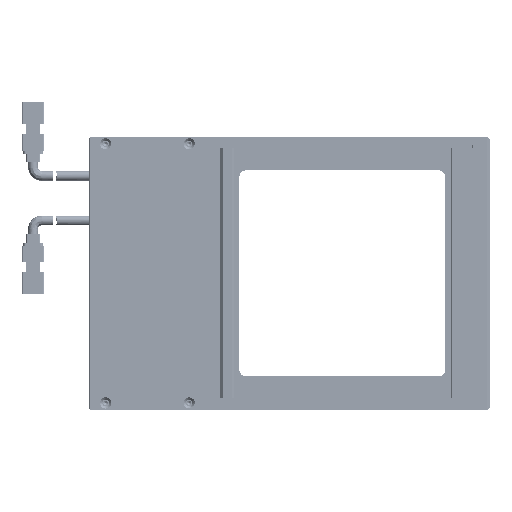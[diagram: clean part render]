
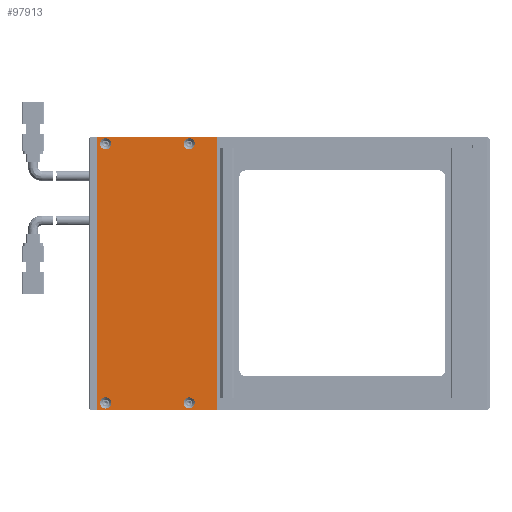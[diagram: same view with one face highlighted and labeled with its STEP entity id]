
A CAD part, front view. The second image highlights one B-rep face of the part: STEP entity #97913.
In plain terms, the highlighted planar face has unit normal (0, -1, 0).
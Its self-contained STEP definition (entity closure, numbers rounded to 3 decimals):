
#893 = EDGE_CURVE ( 'NONE', #47039, #143664, #54075, .T. ) ;
#1358 = DIRECTION ( 'NONE',  ( -1., 0., 0. ) ) ;
#2443 = LINE ( 'NONE', #61758, #76543 ) ;
#4992 = CARTESIAN_POINT ( 'NONE',  ( -85.128, -17.722, 98. ) ) ;
#5877 = DIRECTION ( 'NONE',  ( 1., 0., 0. ) ) ;
#5901 = ORIENTED_EDGE ( 'NONE', *, *, #15476, .F. ) ;
#5923 = FACE_BOUND ( 'NONE', #49068, .T. ) ;
#6720 = CARTESIAN_POINT ( 'NONE',  ( -84.128, -17.722, 2.5 ) ) ;
#7099 = CIRCLE ( 'NONE', #54640, 2. ) ;
#7527 = CARTESIAN_POINT ( 'NONE',  ( -52.128, -17.722, 93.5 ) ) ;
#9741 = DIRECTION ( 'NONE',  ( 0., -1., 0. ) ) ;
#13282 = VECTOR ( 'NONE', #1358, 1000. ) ;
#14611 = DIRECTION ( 'NONE',  ( 1., 0., 0. ) ) ;
#14669 = VECTOR ( 'NONE', #51919, 1000. ) ;
#14891 = ORIENTED_EDGE ( 'NONE', *, *, #54254, .F. ) ;
#15476 = EDGE_CURVE ( 'NONE', #107313, #114708, #2443, .T. ) ;
#18283 = CARTESIAN_POINT ( 'NONE',  ( -50.128, -17.722, 2.5 ) ) ;
#19496 = DIRECTION ( 'NONE',  ( 1., 0., 0. ) ) ;
#19593 = AXIS2_PLACEMENT_3D ( 'NONE', #116148, #27673, #131002 ) ;
#22956 = DIRECTION ( 'NONE',  ( 0., -1., 0. ) ) ;
#23303 = VECTOR ( 'NONE', #19496, 1000. ) ;
#24356 = DIRECTION ( 'NONE',  ( 0., 1., 0. ) ) ;
#27673 = DIRECTION ( 'NONE',  ( 0., -1., 0. ) ) ;
#29710 = CARTESIAN_POINT ( 'NONE',  ( -82.128, -17.722, 93.5 ) ) ;
#30567 = CARTESIAN_POINT ( 'NONE',  ( -63.628, -17.722, 0. ) ) ;
#35407 = CARTESIAN_POINT ( 'NONE',  ( -82.128, -17.722, 97.5 ) ) ;
#37046 = CARTESIAN_POINT ( 'NONE',  ( -42.128, -17.722, 49. ) ) ;
#43156 = CIRCLE ( 'NONE', #58365, 2. ) ;
#45391 = FACE_BOUND ( 'NONE', #176477, .T. ) ;
#47039 = VERTEX_POINT ( 'NONE', #109034 ) ;
#49068 = EDGE_LOOP ( 'NONE', ( #110550, #117009 ) ) ;
#51919 = DIRECTION ( 'NONE',  ( 0., 0., -1. ) ) ;
#54075 = LINE ( 'NONE', #37046, #14669 ) ;
#54254 = EDGE_CURVE ( 'NONE', #114708, #47039, #62667, .T. ) ;
#54640 = AXIS2_PLACEMENT_3D ( 'NONE', #191687, #103209, #14611 ) ;
#58365 = AXIS2_PLACEMENT_3D ( 'NONE', #86117, #189492, #101055 ) ;
#58829 = VERTEX_POINT ( 'NONE', #72335 ) ;
#61350 = VERTEX_POINT ( 'NONE', #180855 ) ;
#61758 = CARTESIAN_POINT ( 'NONE',  ( -85.128, -17.722, 49. ) ) ;
#62667 = LINE ( 'NONE', #137100, #23303 ) ;
#62793 = EDGE_LOOP ( 'NONE', ( #142556, #158499 ) ) ;
#65432 = EDGE_LOOP ( 'NONE', ( #14891, #5901, #176595, #160277 ) ) ;
#67052 = VERTEX_POINT ( 'NONE', #6720 ) ;
#72335 = CARTESIAN_POINT ( 'NONE',  ( -80.128, -17.722, 2.5 ) ) ;
#73206 = EDGE_CURVE ( 'NONE', #67052, #58829, #133012, .T. ) ;
#73405 = ORIENTED_EDGE ( 'NONE', *, *, #73206, .F. ) ;
#76075 = AXIS2_PLACEMENT_3D ( 'NONE', #98425, #9741, #113244 ) ;
#76543 = VECTOR ( 'NONE', #150887, 1000. ) ;
#76702 = DIRECTION ( 'NONE',  ( 0., -1., 0. ) ) ;
#78073 = EDGE_CURVE ( 'NONE', #58829, #67052, #7099, .T. ) ;
#79237 = DIRECTION ( 'NONE',  ( 0., -1., 0. ) ) ;
#80024 = FACE_BOUND ( 'NONE', #62793, .T. ) ;
#83035 = CARTESIAN_POINT ( 'NONE',  ( -85.128, -17.722, 0. ) ) ;
#83125 = ORIENTED_EDGE ( 'NONE', *, *, #186062, .F. ) ;
#83928 = EDGE_CURVE ( 'NONE', #180231, #61350, #90046, .T. ) ;
#86117 = CARTESIAN_POINT ( 'NONE',  ( -52.128, -17.722, 2.5 ) ) ;
#86390 = CIRCLE ( 'NONE', #87863, 2. ) ;
#87863 = AXIS2_PLACEMENT_3D ( 'NONE', #167748, #79237, #182574 ) ;
#88456 = EDGE_CURVE ( 'NONE', #136842, #184022, #110990, .T. ) ;
#90046 = CIRCLE ( 'NONE', #76075, 2. ) ;
#94529 = DIRECTION ( 'NONE',  ( 0., -1., 0. ) ) ;
#97913 = ADVANCED_FACE ( 'NONE', ( #80024, #45391, #5923, #119386, #158662 ), #140021, .F. ) ;
#98425 = CARTESIAN_POINT ( 'NONE',  ( -52.128, -17.722, 95.5 ) ) ;
#101055 = DIRECTION ( 'NONE',  ( 1., 0., 0. ) ) ;
#101792 = EDGE_CURVE ( 'NONE', #184781, #150172, #86390, .T. ) ;
#103209 = DIRECTION ( 'NONE',  ( 0., -1., 0. ) ) ;
#107313 = VERTEX_POINT ( 'NONE', #83035 ) ;
#109034 = CARTESIAN_POINT ( 'NONE',  ( -42.128, -17.722, 98. ) ) ;
#110550 = ORIENTED_EDGE ( 'NONE', *, *, #101792, .F. ) ;
#110990 = CIRCLE ( 'NONE', #190452, 2. ) ;
#111007 = ORIENTED_EDGE ( 'NONE', *, *, #88456, .F. ) ;
#111478 = CARTESIAN_POINT ( 'NONE',  ( -82.128, -17.722, 95.5 ) ) ;
#112909 = CARTESIAN_POINT ( 'NONE',  ( -41.268, -17.722, 99.96 ) ) ;
#113244 = DIRECTION ( 'NONE',  ( 0., 0., -1. ) ) ;
#113333 = CARTESIAN_POINT ( 'NONE',  ( -42.128, -17.722, 0. ) ) ;
#114708 = VERTEX_POINT ( 'NONE', #4992 ) ;
#115662 = EDGE_CURVE ( 'NONE', #143664, #107313, #131250, .T. ) ;
#116148 = CARTESIAN_POINT ( 'NONE',  ( -52.128, -17.722, 95.5 ) ) ;
#117009 = ORIENTED_EDGE ( 'NONE', *, *, #121553, .F. ) ;
#119386 = FACE_BOUND ( 'NONE', #143596, .T. ) ;
#121553 = EDGE_CURVE ( 'NONE', #150172, #184781, #43156, .T. ) ;
#126307 = DIRECTION ( 'NONE',  ( 0., 0., -1. ) ) ;
#127670 = DIRECTION ( 'NONE',  ( 0., 0., -1. ) ) ;
#128714 = AXIS2_PLACEMENT_3D ( 'NONE', #182988, #94529, #5877 ) ;
#129325 = AXIS2_PLACEMENT_3D ( 'NONE', #111478, #22956, #126307 ) ;
#131002 = DIRECTION ( 'NONE',  ( 0., 0., -1. ) ) ;
#131250 = LINE ( 'NONE', #30567, #13282 ) ;
#133012 = CIRCLE ( 'NONE', #128714, 2. ) ;
#135770 = ORIENTED_EDGE ( 'NONE', *, *, #78073, .F. ) ;
#136842 = VERTEX_POINT ( 'NONE', #29710 ) ;
#137100 = CARTESIAN_POINT ( 'NONE',  ( -63.628, -17.722, 98. ) ) ;
#140021 = PLANE ( 'NONE',  #167294 ) ;
#142556 = ORIENTED_EDGE ( 'NONE', *, *, #83928, .F. ) ;
#143596 = EDGE_LOOP ( 'NONE', ( #135770, #73405 ) ) ;
#143664 = VERTEX_POINT ( 'NONE', #113333 ) ;
#145889 = CARTESIAN_POINT ( 'NONE',  ( -54.128, -17.722, 2.5 ) ) ;
#147424 = EDGE_CURVE ( 'NONE', #61350, #180231, #173595, .T. ) ;
#150172 = VERTEX_POINT ( 'NONE', #145889 ) ;
#150887 = DIRECTION ( 'NONE',  ( 0., 0., 1. ) ) ;
#158499 = ORIENTED_EDGE ( 'NONE', *, *, #147424, .F. ) ;
#158662 = FACE_OUTER_BOUND ( 'NONE', #65432, .T. ) ;
#160277 = ORIENTED_EDGE ( 'NONE', *, *, #893, .F. ) ;
#162851 = CIRCLE ( 'NONE', #129325, 2. ) ;
#165210 = CARTESIAN_POINT ( 'NONE',  ( -82.128, -17.722, 95.5 ) ) ;
#167294 = AXIS2_PLACEMENT_3D ( 'NONE', #112909, #24356, #127670 ) ;
#167748 = CARTESIAN_POINT ( 'NONE',  ( -52.128, -17.722, 2.5 ) ) ;
#173595 = CIRCLE ( 'NONE', #19593, 2. ) ;
#176477 = EDGE_LOOP ( 'NONE', ( #111007, #83125 ) ) ;
#176595 = ORIENTED_EDGE ( 'NONE', *, *, #115662, .F. ) ;
#180078 = DIRECTION ( 'NONE',  ( 0., 0., -1. ) ) ;
#180231 = VERTEX_POINT ( 'NONE', #7527 ) ;
#180855 = CARTESIAN_POINT ( 'NONE',  ( -52.128, -17.722, 97.5 ) ) ;
#182574 = DIRECTION ( 'NONE',  ( 1., 0., 0. ) ) ;
#182988 = CARTESIAN_POINT ( 'NONE',  ( -82.128, -17.722, 2.5 ) ) ;
#184022 = VERTEX_POINT ( 'NONE', #35407 ) ;
#184781 = VERTEX_POINT ( 'NONE', #18283 ) ;
#186062 = EDGE_CURVE ( 'NONE', #184022, #136842, #162851, .T. ) ;
#189492 = DIRECTION ( 'NONE',  ( 0., -1., 0. ) ) ;
#190452 = AXIS2_PLACEMENT_3D ( 'NONE', #165210, #76702, #180078 ) ;
#191687 = CARTESIAN_POINT ( 'NONE',  ( -82.128, -17.722, 2.5 ) ) ;
